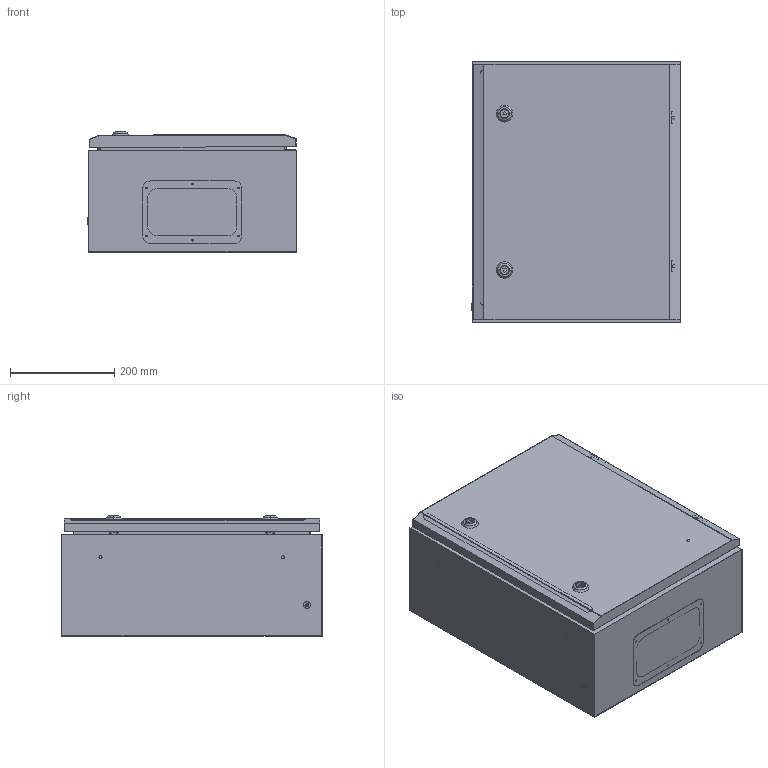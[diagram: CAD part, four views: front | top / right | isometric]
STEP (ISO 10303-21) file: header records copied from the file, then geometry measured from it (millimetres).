
FILE_DESCRIPTION (( 'STEP AP214' ), '1' );
FILE_NAME ('YKM42-02-31-P Êîðïóñ ìåòàëëè÷åñêèé ÙÌÏ-2-2 36 ÓÕË3 IP31 PRO.STEP', '2016-08-11T11:00:57', ( 'user' ), ( '' ), 'SwSTEP 2.0', 'SolidWorks 2014', '' );
FILE_SCHEMA (( 'AUTOMOTIVE_DESIGN' ));
Length unit declared in the file: millimetre
Products named in the file (3): ﾄ粢 ﾙﾌﾏ-2-2 IP31; Îáîëî÷êà ÙÌÏ-2-2 IP31; YKM42-02-31-P Êîðïóñ ìåòàëëè÷åñêèé ÙÌÏ-2-2 36 ÓÕË3 IP31 PRO
Assembly tree (2 placements, depth 2):
  YKM42-02-31-P Êîðïóñ ìåòàëëè÷åñêèé ÙÌÏ-2-2 36 ÓÕË3 IP31 PRO
    Îáîëî÷êà ÙÌÏ-2-2 IP31
    ﾄ粢 ﾙﾌﾏ-2-2 IP31
Bounding box: 401.58 x 501.4 x 230.44 mm (x, y, z)
Volume: 1211512.3 mm3; surface area: 2109897.1 mm2
Topology: 16 solids, 16 shells, 746 faces, 1855 edges, 1167 vertices
Faces by surface type: plane 442, cylinder 209, cone 68, bspline 20, torus 4, sphere 3
Entity records: 23053 total; most frequent: CARTESIAN_POINT 4877, ORIENTED_EDGE 3704, DIRECTION 3565, EDGE_CURVE 1852, AXIS2_PLACEMENT_3D 1202, VERTEX_POINT 1166, LINE 1161, VECTOR 1161
